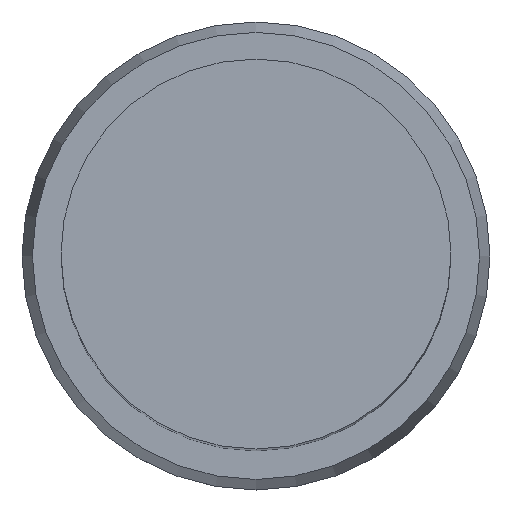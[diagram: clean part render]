
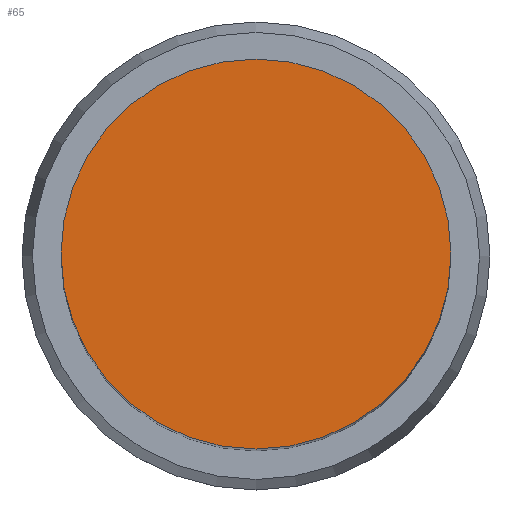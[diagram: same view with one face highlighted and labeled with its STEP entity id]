
A CAD part, top view. The second image highlights one B-rep face of the part: STEP entity #65.
In plain terms, the highlighted planar face has unit normal (0, 0, 1).
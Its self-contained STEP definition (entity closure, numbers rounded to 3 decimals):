
#65=ADVANCED_FACE('Unnamed[1]',(#130),#131,.T.);
#72=EDGE_CURVE('Unnamed[1]',#141,#141,#142,.T.);
#130=FACE_OUTER_BOUND('',#200,.T.);
#131=PLANE('',#201);
#141=VERTEX_POINT('',#214);
#142=CIRCLE('',#215,12.5);
#200=EDGE_LOOP('',(#260));
#201=AXIS2_PLACEMENT_3D('',#261,#262,#263);
#214=CARTESIAN_POINT('',(0.,12.5,71.5));
#215=AXIS2_PLACEMENT_3D('',#273,#274,#275);
#260=ORIENTED_EDGE('',*,*,#72,.F.);
#261=CARTESIAN_POINT('',(0.,6.25,71.5));
#262=DIRECTION('',(0.,0.,1.0));
#263=DIRECTION('',(0.,-1.0,0.));
#273=CARTESIAN_POINT('',(0.,0.,71.5));
#274=DIRECTION('',(0.,0.,-1.0));
#275=DIRECTION('',(0.,1.0,0.));
